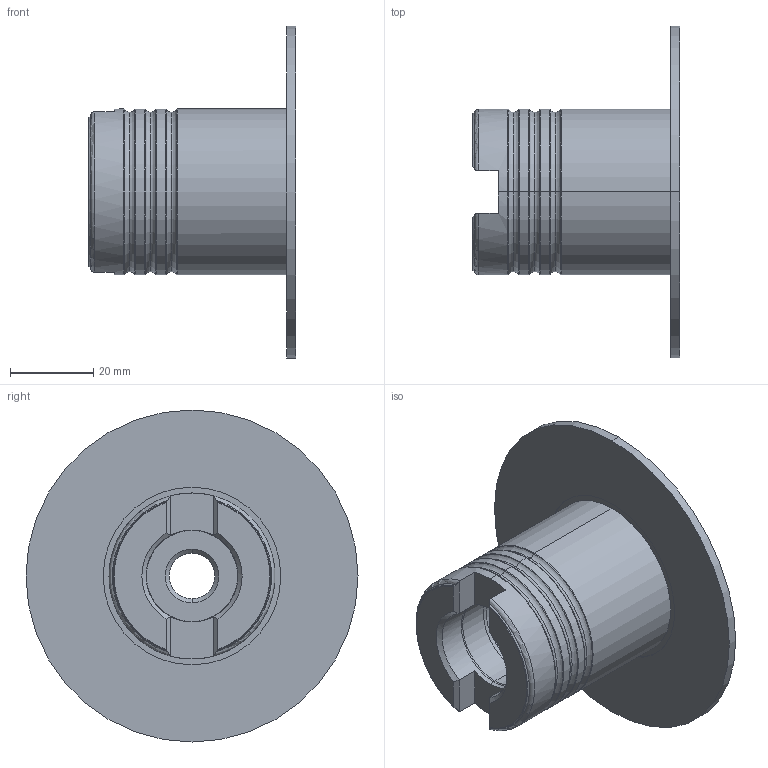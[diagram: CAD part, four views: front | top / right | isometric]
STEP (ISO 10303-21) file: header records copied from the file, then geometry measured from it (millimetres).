
FILE_DESCRIPTION (( 'STEP AP214' ), '1' );
FILE_NAME ('TFA-080-220-S07-7.STEP', '2019-05-20T14:33:45', ( '' ), ( '' ), 'SwSTEP 2.0', 'SolidWorks 2018', '' );
FILE_SCHEMA (( 'AUTOMOTIVE_DESIGN' ));
Length unit declared in the file: millimetre
Products named in the file (3): JSCHF172_1 pk; TFA-080-220-S07-7; JSCHF172 pk_Kontrolle
Assembly tree (2 placements, depth 2):
  TFA-080-220-S07-7
    JSCHF172_1 pk
    JSCHF172 pk_Kontrolle
Bounding box: 50 x 80 x 80 mm (x, y, z)
Volume: 56494.7 mm3; surface area: 21214.6 mm2
Topology: 2 solids, 2 shells, 168 faces, 382 edges, 215 vertices
Faces by surface type: cylinder 70, cone 50, torus 28, plane 20
Entity records: 5028 total; most frequent: DIRECTION 906, CARTESIAN_POINT 844, ORIENTED_EDGE 736, AXIS2_PLACEMENT_3D 385, EDGE_CURVE 368, VERTEX_POINT 215, CIRCLE 212, EDGE_LOOP 197
